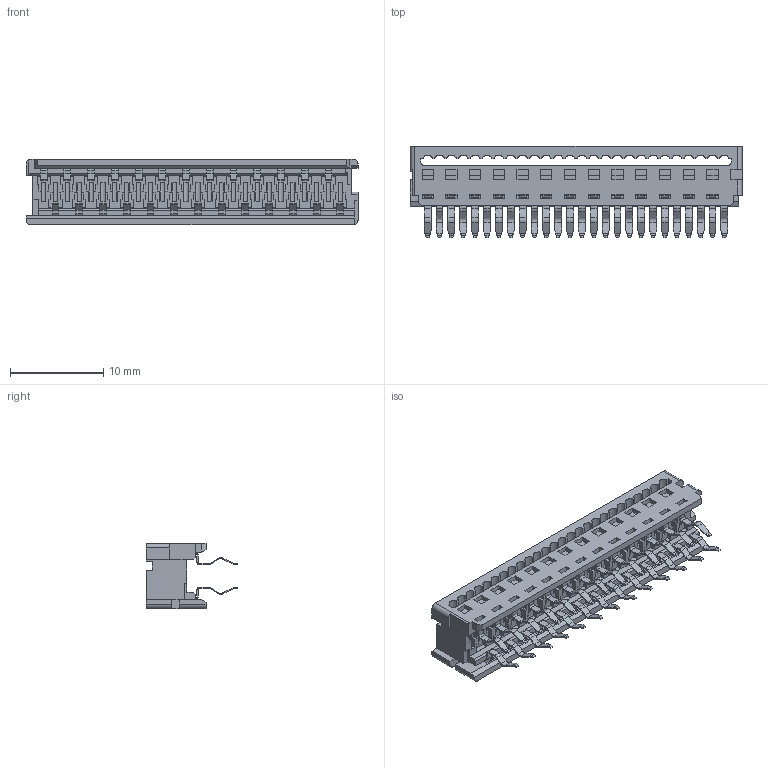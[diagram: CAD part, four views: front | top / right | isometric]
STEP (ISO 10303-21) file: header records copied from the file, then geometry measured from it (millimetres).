
FILE_DESCRIPTION((''),'2;1');
FILE_NAME('905841326','2014-03-26T',('me'),(''),'PRO/ENGINEER BY PARAMETRIC TECHNOLOGY CORPORATION, 2011490','PRO/ENGINEER BY PARAMETRIC TECHNOLOGY CORPORATION, 2011490','');
FILE_SCHEMA(('CONFIG_CONTROL_DESIGN'));
Length unit declared in the file: millimetre
Products named in the file (1): 905841326
Bounding box: 35.53 x 9.8 x 7 mm (x, y, z)
Volume: 843.1 mm3; surface area: 2438.2 mm2
Topology: 1 solids, 1 shells, 1739 faces, 5269 edges, 3494 vertices
Faces by surface type: plane 1419, cylinder 320
Entity records: 58646 total; most frequent: CARTESIAN_POINT 10667, ORIENTED_EDGE 10434, DIRECTION 9335, EDGE_CURVE 5217, VECTOR 4475, LINE 4475, VERTEX_POINT 3442, AXIS2_PLACEMENT_3D 2430
